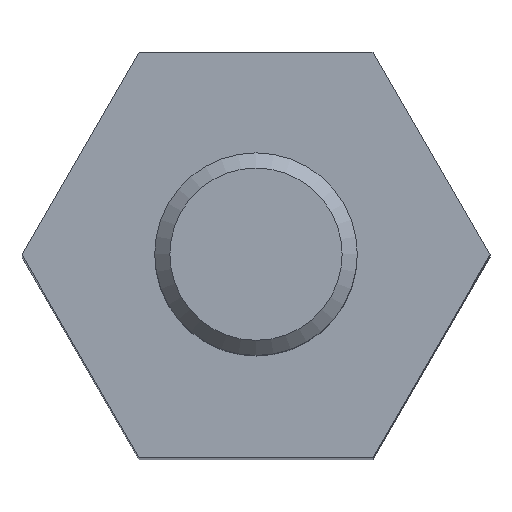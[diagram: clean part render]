
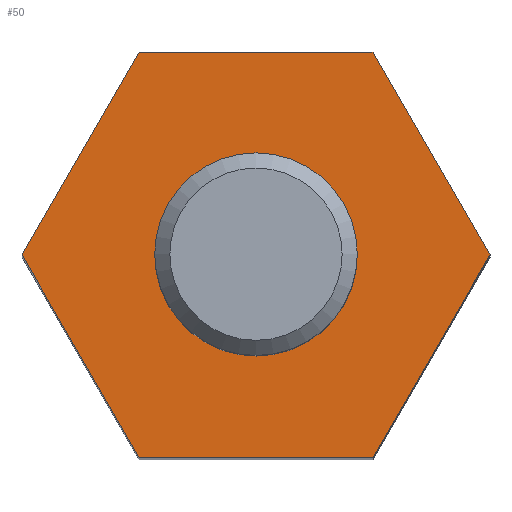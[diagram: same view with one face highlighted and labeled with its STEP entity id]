
A CAD part, top view. The second image highlights one B-rep face of the part: STEP entity #50.
In plain terms, the highlighted planar face has unit normal (0, 0, 1).
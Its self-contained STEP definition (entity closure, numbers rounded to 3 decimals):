
#50 = ADVANCED_FACE( '', ( #119, #120 ), #121, .T. );
#119 = FACE_BOUND( '', #217, .T. );
#120 = FACE_OUTER_BOUND( '', #218, .T. );
#121 = PLANE( '', #219 );
#217 = EDGE_LOOP( '', ( #309 ) );
#218 = EDGE_LOOP( '', ( #310, #311, #312, #313, #314, #315 ) );
#219 = AXIS2_PLACEMENT_3D( '', #316, #317, #318 );
#309 = ORIENTED_EDGE( '', *, *, #498, .T. );
#310 = ORIENTED_EDGE( '', *, *, #499, .T. );
#311 = ORIENTED_EDGE( '', *, *, #500, .T. );
#312 = ORIENTED_EDGE( '', *, *, #501, .T. );
#313 = ORIENTED_EDGE( '', *, *, #502, .T. );
#314 = ORIENTED_EDGE( '', *, *, #503, .T. );
#315 = ORIENTED_EDGE( '', *, *, #504, .T. );
#316 = CARTESIAN_POINT( '', ( 0., 0., 0. ) );
#317 = DIRECTION( '', ( 0., 0., 1. ) );
#318 = DIRECTION( '', ( 1., 0., 0. ) );
#498 = EDGE_CURVE( '', #567, #567, #568, .F. );
#499 = EDGE_CURVE( '', #569, #570, #571, .T. );
#500 = EDGE_CURVE( '', #570, #572, #573, .T. );
#501 = EDGE_CURVE( '', #572, #574, #575, .T. );
#502 = EDGE_CURVE( '', #574, #576, #577, .T. );
#503 = EDGE_CURVE( '', #576, #578, #579, .T. );
#504 = EDGE_CURVE( '', #578, #569, #580, .T. );
#567 = VERTEX_POINT( '', #665 );
#568 = CIRCLE( '', #666, 1.85 );
#569 = VERTEX_POINT( '', #667 );
#570 = VERTEX_POINT( '', #668 );
#571 = LINE( '', #669, #670 );
#572 = VERTEX_POINT( '', #671 );
#573 = LINE( '', #672, #673 );
#574 = VERTEX_POINT( '', #674 );
#575 = LINE( '', #675, #676 );
#576 = VERTEX_POINT( '', #677 );
#577 = LINE( '', #678, #679 );
#578 = VERTEX_POINT( '', #680 );
#579 = LINE( '', #681, #682 );
#580 = LINE( '', #683, #684 );
#665 = CARTESIAN_POINT( '', ( 1.85, 0., 0. ) );
#666 = AXIS2_PLACEMENT_3D( '', #786, #787, #788 );
#667 = CARTESIAN_POINT( '', ( -2.309, -4., 0. ) );
#668 = CARTESIAN_POINT( '', ( 2.309, -4., 0. ) );
#669 = CARTESIAN_POINT( '', ( -2.309, -4., 0. ) );
#670 = VECTOR( '', #789, 1000. );
#671 = CARTESIAN_POINT( '', ( 4.619, 0., 0. ) );
#672 = CARTESIAN_POINT( '', ( 2.309, -4., 0. ) );
#673 = VECTOR( '', #790, 1000. );
#674 = CARTESIAN_POINT( '', ( 2.309, 4., 0. ) );
#675 = CARTESIAN_POINT( '', ( 4.619, 0., 0. ) );
#676 = VECTOR( '', #791, 1000. );
#677 = CARTESIAN_POINT( '', ( -2.309, 4., 0. ) );
#678 = CARTESIAN_POINT( '', ( 2.309, 4., 0. ) );
#679 = VECTOR( '', #792, 1000. );
#680 = CARTESIAN_POINT( '', ( -4.619, 0., 0. ) );
#681 = CARTESIAN_POINT( '', ( -2.309, 4., 0. ) );
#682 = VECTOR( '', #793, 1000. );
#683 = CARTESIAN_POINT( '', ( -4.619, 0., 0. ) );
#684 = VECTOR( '', #794, 1000. );
#786 = CARTESIAN_POINT( '', ( 0., 0., 0. ) );
#787 = DIRECTION( '', ( 0., 0., 1. ) );
#788 = DIRECTION( '', ( 1., 0., 0. ) );
#789 = DIRECTION( '', ( 1., 0., 0. ) );
#790 = DIRECTION( '', ( 0.5, 0.866, 0. ) );
#791 = DIRECTION( '', ( -0.5, 0.866, 0. ) );
#792 = DIRECTION( '', ( -1., 0., 0. ) );
#793 = DIRECTION( '', ( -0.5, -0.866, 0. ) );
#794 = DIRECTION( '', ( 0.5, -0.866, 0. ) );
